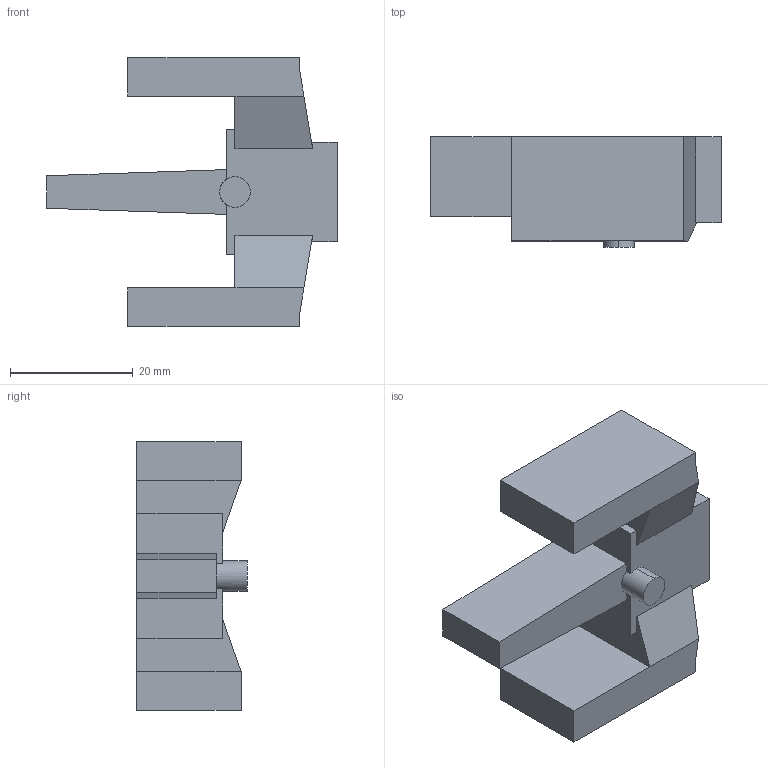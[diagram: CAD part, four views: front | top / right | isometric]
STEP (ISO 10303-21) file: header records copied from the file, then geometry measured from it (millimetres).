
FILE_DESCRIPTION (( 'STEP AP203' ), '1' );
FILE_NAME ('X-Wing Blank Universal.STEP', '2016-03-27T20:54:47', ( '' ), ( '' ), 'SwSTEP 2.0', 'SolidWorks 2016', '' );
FILE_SCHEMA (( 'CONFIG_CONTROL_DESIGN' ));
Length unit declared in the file: millimetre
Products named in the file (1): X-Wing Blank Universal
Bounding box: 47.35 x 18 x 43.8 mm (x, y, z)
Volume: 15458.7 mm3; surface area: 5900.2 mm2
Topology: 1 solids, 1 shells, 32 faces, 88 edges, 58 vertices
Faces by surface type: plane 30, cylinder 2
Entity records: 1079 total; most frequent: CARTESIAN_POINT 179, ORIENTED_EDGE 176, DIRECTION 160, EDGE_CURVE 88, LINE 82, VECTOR 82, VERTEX_POINT 58, AXIS2_PLACEMENT_3D 39
